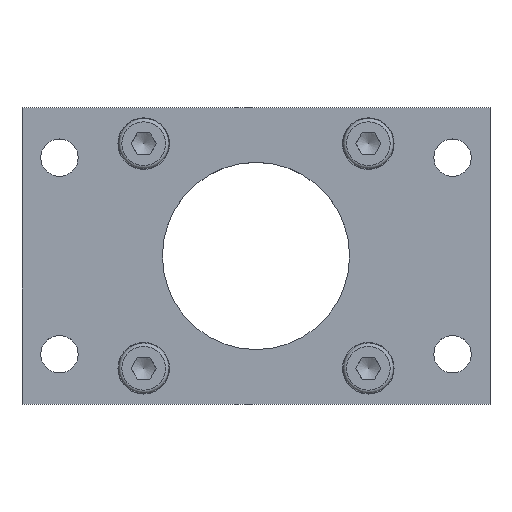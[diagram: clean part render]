
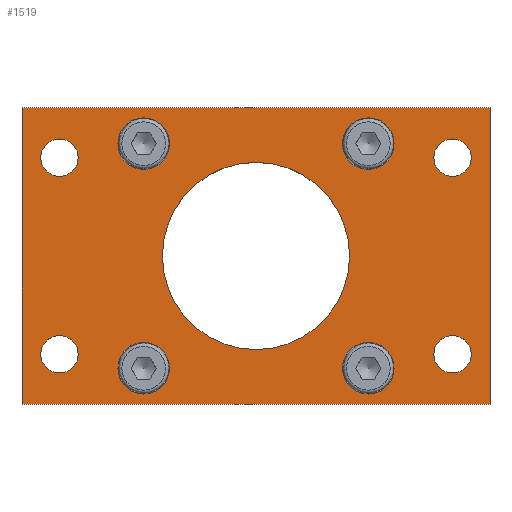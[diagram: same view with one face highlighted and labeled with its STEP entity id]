
A CAD part, top view. The second image highlights one B-rep face of the part: STEP entity #1519.
In plain terms, the highlighted planar face has unit normal (0, 0, 1).
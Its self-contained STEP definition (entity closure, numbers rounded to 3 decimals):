
#66=FACE_BOUND('',#247,.T.);
#67=FACE_BOUND('',#248,.T.);
#68=FACE_BOUND('',#249,.T.);
#69=FACE_BOUND('',#250,.T.);
#70=FACE_BOUND('',#251,.T.);
#71=FACE_BOUND('',#252,.T.);
#72=FACE_BOUND('',#253,.T.);
#73=FACE_BOUND('',#254,.T.);
#74=FACE_BOUND('',#255,.T.);
#100=PLANE('',#1652);
#159=FACE_OUTER_BOUND('',#246,.T.);
#246=EDGE_LOOP('',(#1043,#1044,#1045,#1046));
#247=EDGE_LOOP('',(#1047));
#248=EDGE_LOOP('',(#1048));
#249=EDGE_LOOP('',(#1049));
#250=EDGE_LOOP('',(#1050));
#251=EDGE_LOOP('',(#1051));
#252=EDGE_LOOP('',(#1052));
#253=EDGE_LOOP('',(#1053));
#254=EDGE_LOOP('',(#1054));
#255=EDGE_LOOP('',(#1055));
#347=LINE('',#2313,#436);
#351=LINE('',#2321,#440);
#354=LINE('',#2327,#443);
#357=LINE('',#2332,#446);
#436=VECTOR('',#1885,10.);
#440=VECTOR('',#1891,10.);
#443=VECTOR('',#1896,10.);
#446=VECTOR('',#1901,10.);
#512=CIRCLE('',#1606,8.25);
#514=CIRCLE('',#1609,8.25);
#516=CIRCLE('',#1612,8.25);
#518=CIRCLE('',#1615,8.25);
#528=CIRCLE('',#1630,30.);
#531=CIRCLE('',#1638,6.);
#533=CIRCLE('',#1641,6.);
#535=CIRCLE('',#1644,6.);
#537=CIRCLE('',#1647,6.);
#606=VERTEX_POINT('',#2229);
#608=VERTEX_POINT('',#2235);
#610=VERTEX_POINT('',#2241);
#612=VERTEX_POINT('',#2247);
#622=VERTEX_POINT('',#2277);
#625=VERTEX_POINT('',#2289);
#627=VERTEX_POINT('',#2295);
#629=VERTEX_POINT('',#2301);
#631=VERTEX_POINT('',#2307);
#632=VERTEX_POINT('',#2311);
#633=VERTEX_POINT('',#2312);
#636=VERTEX_POINT('',#2320);
#638=VERTEX_POINT('',#2326);
#756=EDGE_CURVE('',#606,#606,#512,.T.);
#759=EDGE_CURVE('',#608,#608,#514,.T.);
#762=EDGE_CURVE('',#610,#610,#516,.T.);
#765=EDGE_CURVE('',#612,#612,#518,.T.);
#780=EDGE_CURVE('',#622,#622,#528,.T.);
#785=EDGE_CURVE('',#625,#625,#531,.T.);
#788=EDGE_CURVE('',#627,#627,#533,.T.);
#791=EDGE_CURVE('',#629,#629,#535,.T.);
#794=EDGE_CURVE('',#631,#631,#537,.T.);
#795=EDGE_CURVE('',#632,#633,#347,.T.);
#799=EDGE_CURVE('',#633,#636,#351,.T.);
#802=EDGE_CURVE('',#636,#638,#354,.T.);
#805=EDGE_CURVE('',#638,#632,#357,.T.);
#1043=ORIENTED_EDGE('',*,*,#795,.F.);
#1044=ORIENTED_EDGE('',*,*,#805,.F.);
#1045=ORIENTED_EDGE('',*,*,#802,.F.);
#1046=ORIENTED_EDGE('',*,*,#799,.F.);
#1047=ORIENTED_EDGE('',*,*,#756,.T.);
#1048=ORIENTED_EDGE('',*,*,#759,.T.);
#1049=ORIENTED_EDGE('',*,*,#762,.T.);
#1050=ORIENTED_EDGE('',*,*,#765,.T.);
#1051=ORIENTED_EDGE('',*,*,#780,.T.);
#1052=ORIENTED_EDGE('',*,*,#785,.T.);
#1053=ORIENTED_EDGE('',*,*,#788,.T.);
#1054=ORIENTED_EDGE('',*,*,#791,.T.);
#1055=ORIENTED_EDGE('',*,*,#794,.T.);
#1519=ADVANCED_FACE('',(#159,#66,#67,#68,#69,#70,#71,#72,#73,#74),#100,
 .T.);
#1606=AXIS2_PLACEMENT_3D('',#2230,#1786,#1787);
#1609=AXIS2_PLACEMENT_3D('',#2236,#1793,#1794);
#1612=AXIS2_PLACEMENT_3D('',#2242,#1800,#1801);
#1615=AXIS2_PLACEMENT_3D('',#2248,#1807,#1808);
#1630=AXIS2_PLACEMENT_3D('',#2278,#1842,#1843);
#1638=AXIS2_PLACEMENT_3D('',#2291,#1860,#1861);
#1641=AXIS2_PLACEMENT_3D('',#2297,#1867,#1868);
#1644=AXIS2_PLACEMENT_3D('',#2303,#1874,#1875);
#1647=AXIS2_PLACEMENT_3D('',#2309,#1881,#1882);
#1652=AXIS2_PLACEMENT_3D('',#2334,#1903,#1904);
#1786=DIRECTION('center_axis',(0.,0.,
-1.));
#1787=DIRECTION('ref_axis',(-1.,0.,0.));
#1793=DIRECTION('center_axis',(0.,0.,
-1.));
#1794=DIRECTION('ref_axis',(-1.,0.,0.));
#1800=DIRECTION('center_axis',(0.,0.,
-1.));
#1801=DIRECTION('ref_axis',(-1.,0.,0.));
#1807=DIRECTION('center_axis',(0.,0.,
-1.));
#1808=DIRECTION('ref_axis',(-1.,0.,0.));
#1842=DIRECTION('center_axis',(0.,0.,
-1.));
#1843=DIRECTION('ref_axis',(-1.,0.,0.));
#1860=DIRECTION('center_axis',(0.,0.,
-1.));
#1861=DIRECTION('ref_axis',(-1.,0.,0.));
#1867=DIRECTION('center_axis',(0.,0.,
-1.));
#1868=DIRECTION('ref_axis',(-1.,0.,0.));
#1874=DIRECTION('center_axis',(0.,0.,
-1.));
#1875=DIRECTION('ref_axis',(-1.,0.,0.));
#1881=DIRECTION('center_axis',(0.,0.,
-1.));
#1882=DIRECTION('ref_axis',(-1.,0.,0.));
#1885=DIRECTION('',(0.,-1.,0.));
#1891=DIRECTION('',(-1.,0.,0.));
#1896=DIRECTION('',(0.,1.,0.));
#1901=DIRECTION('',(1.,0.,0.));
#1903=DIRECTION('center_axis',(0.,0.,
1.));
#1904=DIRECTION('ref_axis',(1.,0.,0.));
#2229=CARTESIAN_POINT('',(44.25,-36.,16.));
#2230=CARTESIAN_POINT('Origin',(36.,-36.,16.));
#2235=CARTESIAN_POINT('',(-27.75,-36.,16.));
#2236=CARTESIAN_POINT('Origin',(-36.,-36.,16.));
#2241=CARTESIAN_POINT('',(44.25,36.,16.));
#2242=CARTESIAN_POINT('Origin',(36.,36.,16.));
#2247=CARTESIAN_POINT('',(-27.75,36.,16.));
#2248=CARTESIAN_POINT('Origin',(-36.,36.,16.));
#2277=CARTESIAN_POINT('',(30.,0.,16.));
#2278=CARTESIAN_POINT('Origin',(0.,0.,
16.));
#2289=CARTESIAN_POINT('',(69.,-31.5,16.));
#2291=CARTESIAN_POINT('Origin',(63.,-31.5,16.));
#2295=CARTESIAN_POINT('',(-57.,-31.5,16.));
#2297=CARTESIAN_POINT('Origin',(-63.,-31.5,16.));
#2301=CARTESIAN_POINT('',(69.,31.5,16.));
#2303=CARTESIAN_POINT('Origin',(63.,31.5,16.));
#2307=CARTESIAN_POINT('',(-57.,31.5,16.));
#2309=CARTESIAN_POINT('Origin',(-63.,31.5,16.));
#2311=CARTESIAN_POINT('',(75.,47.5,16.));
#2312=CARTESIAN_POINT('',(75.,-47.5,16.));
#2313=CARTESIAN_POINT('',(75.,47.5,16.));
#2320=CARTESIAN_POINT('',(-75.,-47.5,16.));
#2321=CARTESIAN_POINT('',(75.,-47.5,16.));
#2326=CARTESIAN_POINT('',(-75.,47.5,16.));
#2327=CARTESIAN_POINT('',(-75.,-47.5,16.));
#2332=CARTESIAN_POINT('',(-75.,47.5,16.));
#2334=CARTESIAN_POINT('Origin',(0.,0.,
16.));
